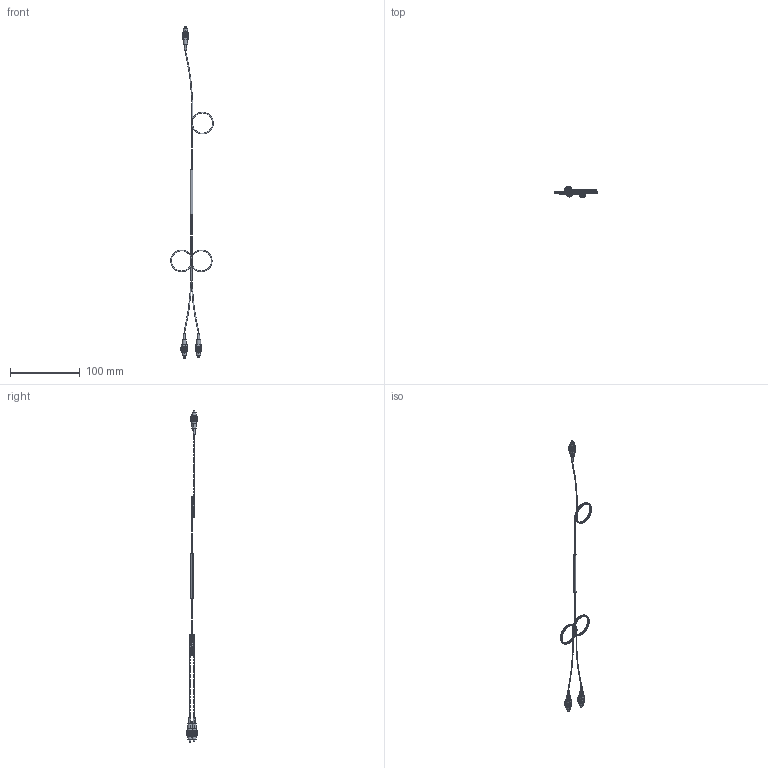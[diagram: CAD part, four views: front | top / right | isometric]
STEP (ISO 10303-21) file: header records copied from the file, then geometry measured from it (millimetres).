
FILE_DESCRIPTION (( 'STEP AP214' ), '1' );
FILE_NAME ('13896-E0W.STEP', '2011-11-19T13:06:12', ( 'Admin' ), ( '' ), 'SwSTEP 2.0', 'SolidWorks 2011', '' );
FILE_SCHEMA (( 'AUTOMOTIVE_DESIGN' ));
Length unit declared in the file: inch
Products named in the file (1): 13896-E0W
Bounding box: 60.96 x 15.99 x 476.97 mm (x, y, z)
Volume: 3731.5 mm3; surface area: 10904.3 mm2
Topology: 13 solids, 13 shells, 904 faces, 2370 edges, 1548 vertices
Faces by surface type: plane 460, cylinder 348, cone 36, bspline 30, torus 30
Entity records: 43450 total; most frequent: CARTESIAN_POINT 10019, ORIENTED_EDGE 4740, DIRECTION 4192, EDGE_CURVE 2370, AXIS2_PLACEMENT_3D 1697, VERTEX_POINT 1548, EDGE_LOOP 984, UNCERTAINTY_MEASURE_WITH_UNIT 919
